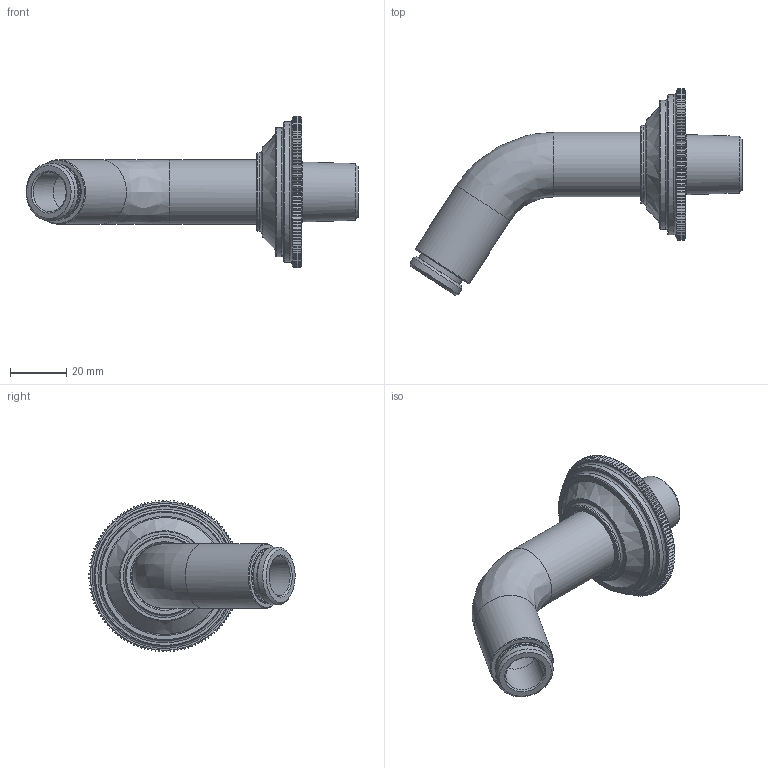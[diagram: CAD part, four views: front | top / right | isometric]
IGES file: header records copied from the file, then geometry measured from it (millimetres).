
Global section: file name: V6KA790-A; native system: Autodesk Inventor 2024; preprocessor: unknown; author: kwhieldon; date: 20240919.110126; units: millimetre
Bounding box: 118.29 x 73.46 x 53.99 mm (x, y, z)
Volume: 40786 mm3; surface area: 28966.1 mm2
Topology: 5 solids, 5 shells, 717 faces, 1597 edges, 902 vertices
Faces by surface type: bspline 717
